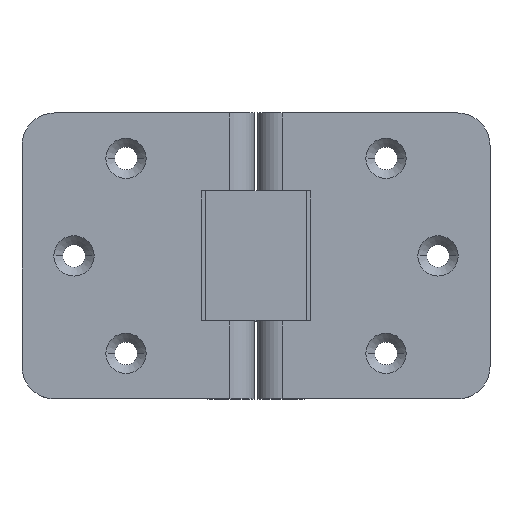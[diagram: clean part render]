
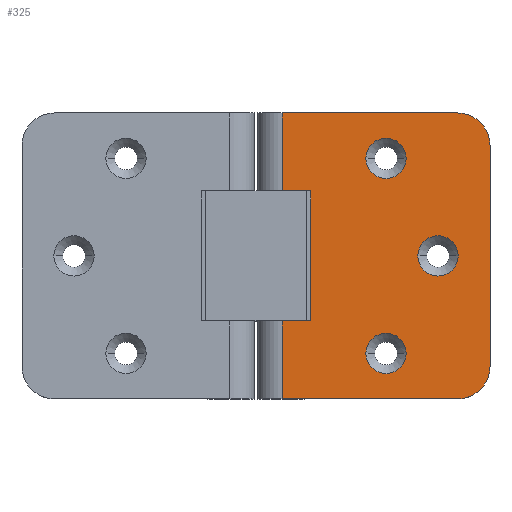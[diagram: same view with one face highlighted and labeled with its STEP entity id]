
A CAD part, top view. The second image highlights one B-rep face of the part: STEP entity #325.
In plain terms, the highlighted face is planar.
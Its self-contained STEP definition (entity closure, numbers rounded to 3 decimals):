
#40 = ORIENTED_EDGE ( 'NONE', *, *, #317, .T. ) ;
#202 = VERTEX_POINT ( 'NONE', #1017 ) ;
#209 = EDGE_CURVE ( 'NONE', #210, #211, #1193, .T. ) ;
#210 = VERTEX_POINT ( 'NONE', #1201 ) ;
#211 = VERTEX_POINT ( 'NONE', #1200 ) ;
#221 = EDGE_CURVE ( 'NONE', #230, #403, #1025, .T. ) ;
#230 = VERTEX_POINT ( 'NONE', #1107 ) ;
#294 = VERTEX_POINT ( 'NONE', #991 ) ;
#316 = ORIENTED_EDGE ( 'NONE', *, *, #409, .T. ) ;
#317 = EDGE_CURVE ( 'NONE', #460, #698, #1340, .T. ) ;
#319 = ORIENTED_EDGE ( 'NONE', *, *, #320, .F. ) ;
#320 = EDGE_CURVE ( 'NONE', #403, #230, #1366, .T. ) ;
#323 = ORIENTED_EDGE ( 'NONE', *, *, #324, .F. ) ;
#324 = EDGE_CURVE ( 'NONE', #430, #338, #1246, .T. ) ;
#325 = ADVANCED_FACE ( 'NONE', ( #1247, #1241, #1240, #1239 ), #1238, .F. ) ;
#326 = EDGE_LOOP ( 'NONE', ( #323, #374 ) ) ;
#327 = VERTEX_POINT ( 'NONE', #1233 ) ;
#329 = ORIENTED_EDGE ( 'NONE', *, *, #330, .F. ) ;
#330 = EDGE_CURVE ( 'NONE', #450, #449, #1231, .T. ) ;
#338 = VERTEX_POINT ( 'NONE', #1272 ) ;
#374 = ORIENTED_EDGE ( 'NONE', *, *, #467, .F. ) ;
#375 = EDGE_LOOP ( 'NONE', ( #319, #384 ) ) ;
#380 = EDGE_CURVE ( 'NONE', #210, #294, #1429, .T. ) ;
#384 = ORIENTED_EDGE ( 'NONE', *, *, #221, .F. ) ;
#385 = EDGE_LOOP ( 'NONE', ( #386, #445 ) ) ;
#386 = ORIENTED_EDGE ( 'NONE', *, *, #387, .F. ) ;
#387 = EDGE_CURVE ( 'NONE', #474, #202, #1425, .T. ) ;
#388 = EDGE_LOOP ( 'NONE', ( #446, #447, #329, #454, #456, #457, #458, #40, #316, #695 ) ) ;
#403 = VERTEX_POINT ( 'NONE', #1304 ) ;
#409 = EDGE_CURVE ( 'NONE', #698, #487, #1298, .T. ) ;
#430 = VERTEX_POINT ( 'NONE', #1388 ) ;
#445 = ORIENTED_EDGE ( 'NONE', *, *, #492, .F. ) ;
#446 = ORIENTED_EDGE ( 'NONE', *, *, #462, .T. ) ;
#447 = ORIENTED_EDGE ( 'NONE', *, *, #448, .T. ) ;
#448 = EDGE_CURVE ( 'NONE', #327, #449, #1351, .T. ) ;
#449 = VERTEX_POINT ( 'NONE', #1346 ) ;
#450 = VERTEX_POINT ( 'NONE', #1345 ) ;
#454 = ORIENTED_EDGE ( 'NONE', *, *, #455, .T. ) ;
#455 = EDGE_CURVE ( 'NONE', #450, #211, #1649, .T. ) ;
#456 = ORIENTED_EDGE ( 'NONE', *, *, #209, .F. ) ;
#457 = ORIENTED_EDGE ( 'NONE', *, *, #380, .T. ) ;
#458 = ORIENTED_EDGE ( 'NONE', *, *, #459, .T. ) ;
#459 = EDGE_CURVE ( 'NONE', #294, #460, #1715, .T. ) ;
#460 = VERTEX_POINT ( 'NONE', #1711 ) ;
#462 = EDGE_CURVE ( 'NONE', #488, #327, #1571, .T. ) ;
#467 = EDGE_CURVE ( 'NONE', #338, #430, #1567, .T. ) ;
#472 = EDGE_CURVE ( 'NONE', #487, #488, #1618, .T. ) ;
#474 = VERTEX_POINT ( 'NONE', #1610 ) ;
#487 = VERTEX_POINT ( 'NONE', #1637 ) ;
#488 = VERTEX_POINT ( 'NONE', #1636 ) ;
#492 = EDGE_CURVE ( 'NONE', #202, #474, #1629, .T. ) ;
#695 = ORIENTED_EDGE ( 'NONE', *, *, #472, .T. ) ;
#698 = VERTEX_POINT ( 'NONE', #1835 ) ;
#991 = CARTESIAN_POINT ( 'NONE',  ( 0., 10., -3.75 ) ) ;
#1017 = CARTESIAN_POINT ( 'NONE',  ( -12.9, -15., -3.75 ) ) ;
#1021 = DIRECTION ( 'NONE',  ( -1., 0., 0. ) ) ;
#1022 = DIRECTION ( 'NONE',  ( 0., 0., -1. ) ) ;
#1023 = CARTESIAN_POINT ( 'NONE',  ( -24., 0., -3.75 ) ) ;
#1024 = AXIS2_PLACEMENT_3D ( 'NONE', #1023, #1022, #1021 ) ;
#1025 = CIRCLE ( 'NONE', #1024, 3.1 ) ;
#1107 = CARTESIAN_POINT ( 'NONE',  ( -20.9, 0., -3.75 ) ) ;
#1191 = VECTOR ( 'NONE', #1202, 1000. ) ;
#1192 = CARTESIAN_POINT ( 'NONE',  ( 0., 22., -3.75 ) ) ;
#1193 = LINE ( 'NONE', #1192, #1191 ) ;
#1200 = CARTESIAN_POINT ( 'NONE',  ( -27., 22., -3.75 ) ) ;
#1201 = CARTESIAN_POINT ( 'NONE',  ( 0., 22., -3.75 ) ) ;
#1202 = DIRECTION ( 'NONE',  ( -1., 0., 0. ) ) ;
#1228 = DIRECTION ( 'NONE',  ( 0., -1., 0. ) ) ;
#1229 = VECTOR ( 'NONE', #1228, 1000. ) ;
#1230 = CARTESIAN_POINT ( 'NONE',  ( -32., 22., -3.75 ) ) ;
#1231 = LINE ( 'NONE', #1230, #1229 ) ;
#1233 = CARTESIAN_POINT ( 'NONE',  ( -27., -22., -3.75 ) ) ;
#1234 = DIRECTION ( 'NONE',  ( 1., 0., 0. ) ) ;
#1235 = DIRECTION ( 'NONE',  ( 0., 0., 1. ) ) ;
#1236 = CARTESIAN_POINT ( 'NONE',  ( 0., 22., -3.75 ) ) ;
#1237 = AXIS2_PLACEMENT_3D ( 'NONE', #1236, #1235, #1234 ) ;
#1238 = PLANE ( 'NONE',  #1237 ) ;
#1239 = FACE_OUTER_BOUND ( 'NONE', #388, .T. ) ;
#1240 = FACE_BOUND ( 'NONE', #385, .T. ) ;
#1241 = FACE_BOUND ( 'NONE', #375, .T. ) ;
#1242 = DIRECTION ( 'NONE',  ( -1., 0., 0. ) ) ;
#1243 = DIRECTION ( 'NONE',  ( 0., 0., -1. ) ) ;
#1244 = CARTESIAN_POINT ( 'NONE',  ( -16., 15., -3.75 ) ) ;
#1245 = AXIS2_PLACEMENT_3D ( 'NONE', #1244, #1243, #1242 ) ;
#1246 = CIRCLE ( 'NONE', #1245, 3.1 ) ;
#1247 = FACE_BOUND ( 'NONE', #326, .T. ) ;
#1272 = CARTESIAN_POINT ( 'NONE',  ( -12.9, 15., -3.75 ) ) ;
#1295 = DIRECTION ( 'NONE',  ( 1., 0., 0. ) ) ;
#1296 = VECTOR ( 'NONE', #1295, 1000. ) ;
#1297 = CARTESIAN_POINT ( 'NONE',  ( 0., -10., -3.75 ) ) ;
#1298 = LINE ( 'NONE', #1297, #1296 ) ;
#1304 = CARTESIAN_POINT ( 'NONE',  ( -27.1, 0., -3.75 ) ) ;
#1337 = DIRECTION ( 'NONE',  ( 0., -1., 0. ) ) ;
#1338 = VECTOR ( 'NONE', #1337, 1000. ) ;
#1339 = CARTESIAN_POINT ( 'NONE',  ( -4.4, 22., -3.75 ) ) ;
#1340 = LINE ( 'NONE', #1339, #1338 ) ;
#1345 = CARTESIAN_POINT ( 'NONE',  ( -32., 17., -3.75 ) ) ;
#1346 = CARTESIAN_POINT ( 'NONE',  ( -32., -17., -3.75 ) ) ;
#1347 = DIRECTION ( 'NONE',  ( 1., 0., 0. ) ) ;
#1348 = DIRECTION ( 'NONE',  ( 0., 0., -1. ) ) ;
#1349 = CARTESIAN_POINT ( 'NONE',  ( -27., -17., -3.75 ) ) ;
#1350 = AXIS2_PLACEMENT_3D ( 'NONE', #1349, #1348, #1347 ) ;
#1351 = CIRCLE ( 'NONE', #1350, 5. ) ;
#1362 = DIRECTION ( 'NONE',  ( -1., 0., 0. ) ) ;
#1363 = DIRECTION ( 'NONE',  ( 0., 0., -1. ) ) ;
#1364 = CARTESIAN_POINT ( 'NONE',  ( -24., 0., -3.75 ) ) ;
#1365 = AXIS2_PLACEMENT_3D ( 'NONE', #1364, #1363, #1362 ) ;
#1366 = CIRCLE ( 'NONE', #1365, 3.1 ) ;
#1388 = CARTESIAN_POINT ( 'NONE',  ( -19.1, 15., -3.75 ) ) ;
#1421 = DIRECTION ( 'NONE',  ( -1., 0., 0. ) ) ;
#1422 = DIRECTION ( 'NONE',  ( 0., 0., -1. ) ) ;
#1423 = CARTESIAN_POINT ( 'NONE',  ( -16., -15., -3.75 ) ) ;
#1424 = AXIS2_PLACEMENT_3D ( 'NONE', #1423, #1422, #1421 ) ;
#1425 = CIRCLE ( 'NONE', #1424, 3.1 ) ;
#1426 = DIRECTION ( 'NONE',  ( 0., -1., 0. ) ) ;
#1427 = VECTOR ( 'NONE', #1426, 1000. ) ;
#1428 = CARTESIAN_POINT ( 'NONE',  ( 0., 22., -3.75 ) ) ;
#1429 = LINE ( 'NONE', #1428, #1427 ) ;
#1563 = DIRECTION ( 'NONE',  ( -1., 0., 0. ) ) ;
#1564 = DIRECTION ( 'NONE',  ( 0., 0., -1. ) ) ;
#1565 = CARTESIAN_POINT ( 'NONE',  ( -16., 15., -3.75 ) ) ;
#1566 = AXIS2_PLACEMENT_3D ( 'NONE', #1565, #1564, #1563 ) ;
#1567 = CIRCLE ( 'NONE', #1566, 3.1 ) ;
#1568 = DIRECTION ( 'NONE',  ( -1., 0., 0. ) ) ;
#1569 = VECTOR ( 'NONE', #1568, 1000. ) ;
#1570 = CARTESIAN_POINT ( 'NONE',  ( 0., -22., -3.75 ) ) ;
#1571 = LINE ( 'NONE', #1570, #1569 ) ;
#1610 = CARTESIAN_POINT ( 'NONE',  ( -19.1, -15., -3.75 ) ) ;
#1615 = DIRECTION ( 'NONE',  ( 0., -1., 0. ) ) ;
#1616 = VECTOR ( 'NONE', #1615, 1000. ) ;
#1617 = CARTESIAN_POINT ( 'NONE',  ( 0., 22., -3.75 ) ) ;
#1618 = LINE ( 'NONE', #1617, #1616 ) ;
#1625 = DIRECTION ( 'NONE',  ( -1., 0., 0. ) ) ;
#1626 = DIRECTION ( 'NONE',  ( 0., 0., -1. ) ) ;
#1627 = CARTESIAN_POINT ( 'NONE',  ( -16., -15., -3.75 ) ) ;
#1628 = AXIS2_PLACEMENT_3D ( 'NONE', #1627, #1626, #1625 ) ;
#1629 = CIRCLE ( 'NONE', #1628, 3.1 ) ;
#1636 = CARTESIAN_POINT ( 'NONE',  ( 0., -22., -3.75 ) ) ;
#1637 = CARTESIAN_POINT ( 'NONE',  ( 0., -10., -3.75 ) ) ;
#1648 = CARTESIAN_POINT ( 'NONE',  ( -27., 17., -3.75 ) ) ;
#1649 = CIRCLE ( 'NONE', #1718, 5. ) ;
#1711 = CARTESIAN_POINT ( 'NONE',  ( -4.4, 10., -3.75 ) ) ;
#1712 = DIRECTION ( 'NONE',  ( -1., 0., 0. ) ) ;
#1713 = VECTOR ( 'NONE', #1712, 1000. ) ;
#1714 = CARTESIAN_POINT ( 'NONE',  ( 0., 10., -3.75 ) ) ;
#1715 = LINE ( 'NONE', #1714, #1713 ) ;
#1716 = DIRECTION ( 'NONE',  ( 1., 0., 0. ) ) ;
#1717 = DIRECTION ( 'NONE',  ( 0., 0., -1. ) ) ;
#1718 = AXIS2_PLACEMENT_3D ( 'NONE', #1648, #1717, #1716 ) ;
#1835 = CARTESIAN_POINT ( 'NONE',  ( -4.4, -10., -3.75 ) ) ;
